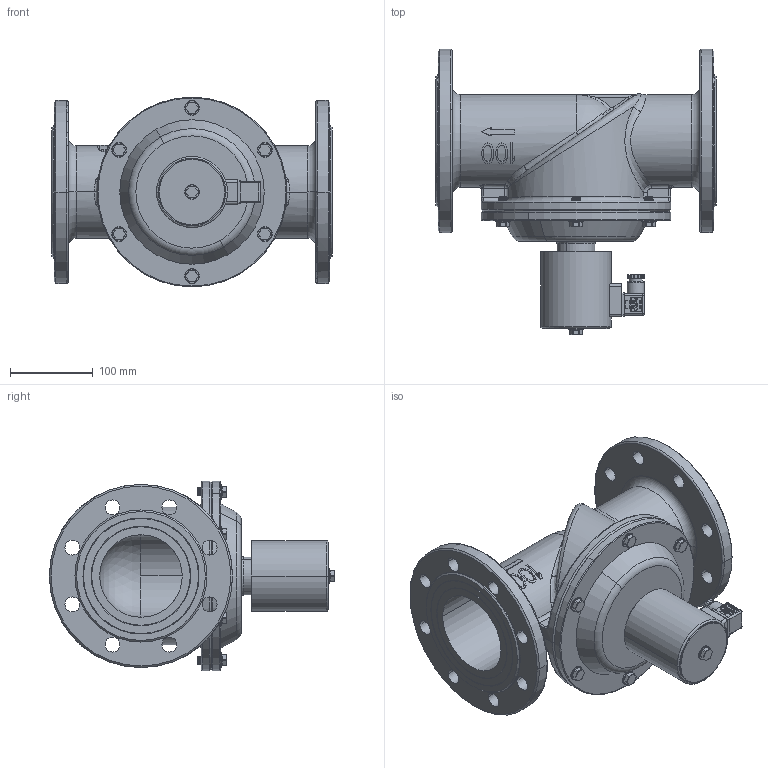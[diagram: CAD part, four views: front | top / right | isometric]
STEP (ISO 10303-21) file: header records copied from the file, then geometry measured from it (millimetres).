
FILE_DESCRIPTION((''),'2;1');
FILE_NAME('PRT0011','2017-08-17T',('shai'),(''),'PRO/ENGINEER BY PARAMETRIC TECHNOLOGY CORPORATION, 2010280','PRO/ENGINEER BY PARAMETRIC TECHNOLOGY CORPORATION, 2010280','');
FILE_SCHEMA(('CONFIG_CONTROL_DESIGN'));
Products named in the file (1): PRT0011
Bounding box: 340 x 345.7 x 230 mm (x, y, z)
Volume: 3255311 mm3; surface area: 695223.7 mm2
Topology: 1 solids, 5 shells, 1566 faces, 4127 edges, 2674 vertices
Faces by surface type: plane 701, cylinder 430, bspline 258, torus 93, cone 69, sphere 15
Entity records: 69321 total; most frequent: CARTESIAN_POINT 31805, ORIENTED_EDGE 8218, DIRECTION 7146, EDGE_CURVE 4109, VERTEX_POINT 2674, AXIS2_PLACEMENT_3D 2470, VECTOR 2206, LINE 2206
